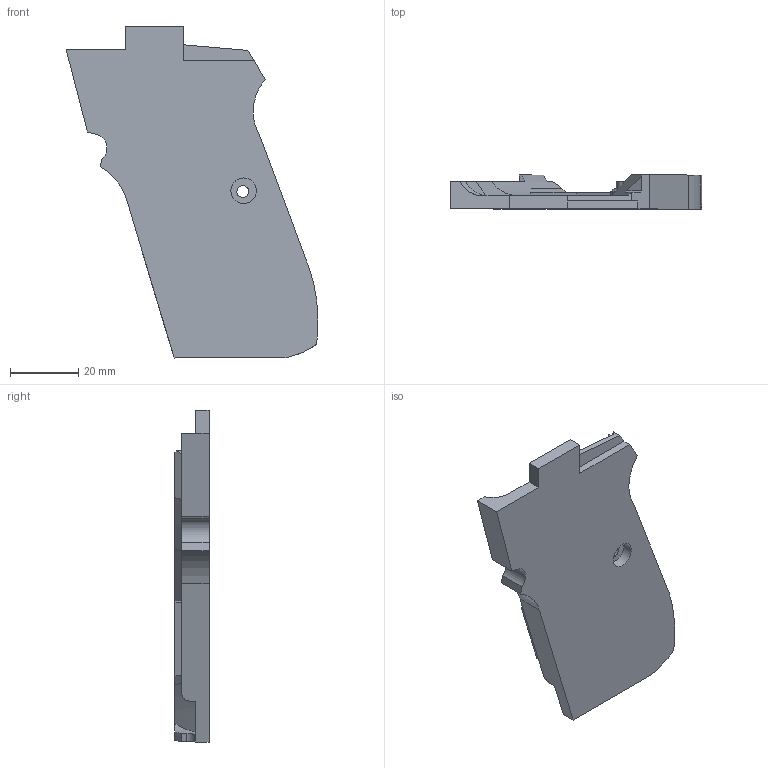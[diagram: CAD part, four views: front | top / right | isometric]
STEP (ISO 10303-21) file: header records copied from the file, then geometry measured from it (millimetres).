
FILE_DESCRIPTION(/* description */ ('baseBody_CZ82'),/* implementation_level */ '2;1');
FILE_NAME(/* name */ 'CZ82_standardGripLeft_Base',/* time_stamp */ '2023-09-18T17:23:02-04:00',/* author */ ('George'),/* organization */ ('Archive 663'),/* preprocessor_version */ 'ST-DEVELOPER v16.7',/* originating_system */ 'Solid Edge',/* authorisation */ 'Unknown');
FILE_SCHEMA (('AUTOMOTIVE_DESIGN {1 0 10303 214 3 1 1}'));
Length unit declared in the file: millimetre
Products named in the file (1): CZ82_standardGripLeft_Base
Bounding box: 73.74 x 10 x 97.25 mm (x, y, z)
Volume: 22556.6 mm3; surface area: 12137.9 mm2
Topology: 1 solids, 1 shells, 87 faces, 238 edges, 158 vertices
Faces by surface type: plane 60, cylinder 18, bspline 8, cone 1
Full cylindrical faces by diameter (mm): 3.5 x1, 7.5 x1
Entity records: 2987 total; most frequent: CARTESIAN_POINT 809, ORIENTED_EDGE 468, DIRECTION 406, EDGE_CURVE 234, LINE 162, VECTOR 162, VERTEX_POINT 156, AXIS2_PLACEMENT_3D 122
